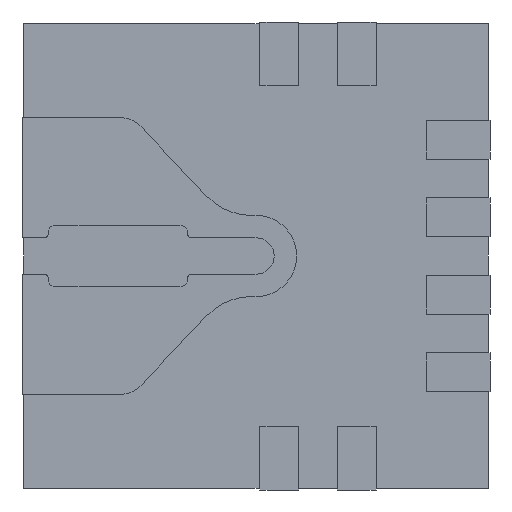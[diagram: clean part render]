
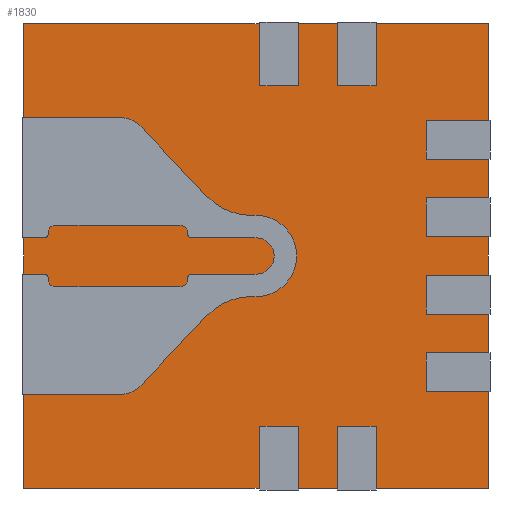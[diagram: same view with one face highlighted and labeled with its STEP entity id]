
A CAD part, front view. The second image highlights one B-rep face of the part: STEP entity #1830.
In plain terms, the highlighted planar face has unit normal (0, -1, 0).
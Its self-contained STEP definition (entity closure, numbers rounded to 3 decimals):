
#80=FACE_OUTER_BOUND('',#188,.T.);
#188=EDGE_LOOP('',(#1223,#1224,#1225,#1226));
#291=LINE('',#2606,#527);
#295=LINE('',#2614,#531);
#298=LINE('',#2620,#534);
#301=LINE('',#2625,#537);
#527=VECTOR('',#2096,10.);
#531=VECTOR('',#2102,10.);
#534=VECTOR('',#2107,10.);
#537=VECTOR('',#2112,10.);
#763=VERTEX_POINT('',#2604);
#764=VERTEX_POINT('',#2605);
#767=VERTEX_POINT('',#2613);
#769=VERTEX_POINT('',#2619);
#939=EDGE_CURVE('',#763,#764,#291,.T.);
#943=EDGE_CURVE('',#764,#767,#295,.T.);
#946=EDGE_CURVE('',#767,#769,#298,.T.);
#949=EDGE_CURVE('',#769,#763,#301,.T.);
#1223=ORIENTED_EDGE('',*,*,#949,.T.);
#1224=ORIENTED_EDGE('',*,*,#939,.T.);
#1225=ORIENTED_EDGE('',*,*,#943,.T.);
#1226=ORIENTED_EDGE('',*,*,#946,.T.);
#1736=PLANE('',#1961);
#1830=ADVANCED_FACE('',(#80),#1736,.F.);
#1961=AXIS2_PLACEMENT_3D('',#2628,#2116,#2117);
#2096=DIRECTION('',(0.,0.,1.));
#2102=DIRECTION('',(-1.,0.,0.));
#2107=DIRECTION('',(0.,0.,-1.));
#2112=DIRECTION('',(1.,0.,0.));
#2116=DIRECTION('center_axis',(0.,1.,0.));
#2117=DIRECTION('ref_axis',(1.,0.,0.));
#2604=CARTESIAN_POINT('',(1.5,0.,-1.5));
#2605=CARTESIAN_POINT('',(1.5,0.,1.5));
#2606=CARTESIAN_POINT('',(1.5,0.,-1.5));
#2613=CARTESIAN_POINT('',(-1.5,0.,1.5));
#2614=CARTESIAN_POINT('',(1.5,0.,1.5));
#2619=CARTESIAN_POINT('',(-1.5,0.,-1.5));
#2620=CARTESIAN_POINT('',(-1.5,0.,1.5));
#2625=CARTESIAN_POINT('',(-1.5,0.,-1.5));
#2628=CARTESIAN_POINT('Origin',(0.,0.,0.));
